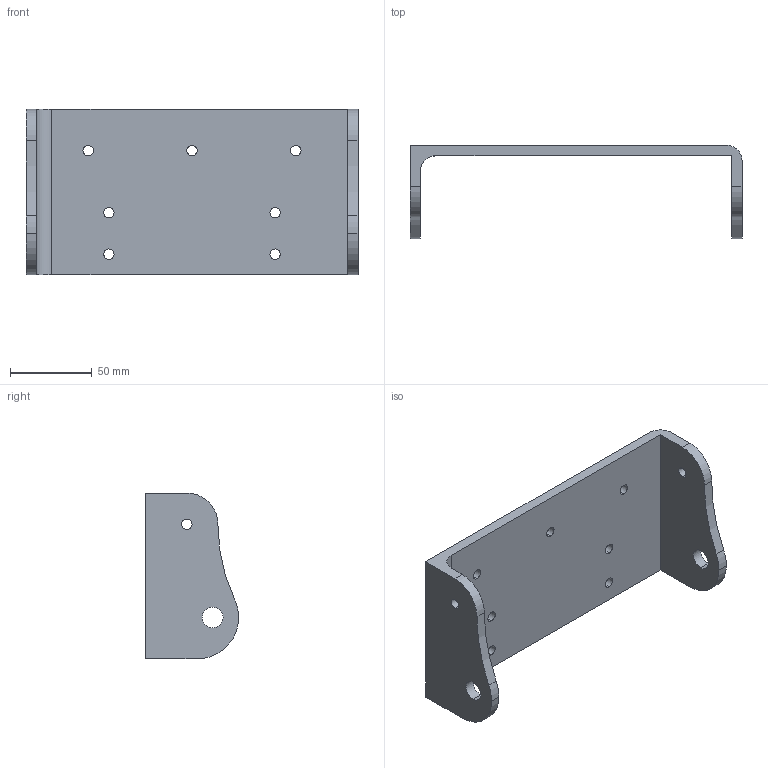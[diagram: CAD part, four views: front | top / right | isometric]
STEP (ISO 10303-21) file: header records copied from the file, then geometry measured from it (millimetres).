
FILE_DESCRIPTION (( 'STEP AP203' ), '1' );
FILE_NAME ('Rear Suspension Low Mount V2.STEP', '2023-02-14T02:54:36', ( '' ), ( '' ), 'SwSTEP 2.0', 'SolidWorks 2021', '' );
FILE_SCHEMA (( 'CONFIG_CONTROL_DESIGN' ));
Length unit declared in the file: inch
Products named in the file (1): Rear Suspension Low Mount V2
Bounding box: 203.45 x 57.15 x 101.6 mm (x, y, z)
Volume: 181965.6 mm3; surface area: 62912.7 mm2
Topology: 1 solids, 1 shells, 40 faces, 114 edges, 76 vertices
Faces by surface type: cylinder 32, plane 8
Entity records: 1465 total; most frequent: DIRECTION 260, CARTESIAN_POINT 231, ORIENTED_EDGE 228, EDGE_CURVE 114, AXIS2_PLACEMENT_3D 105, VERTEX_POINT 76, CIRCLE 64, EDGE_LOOP 62
